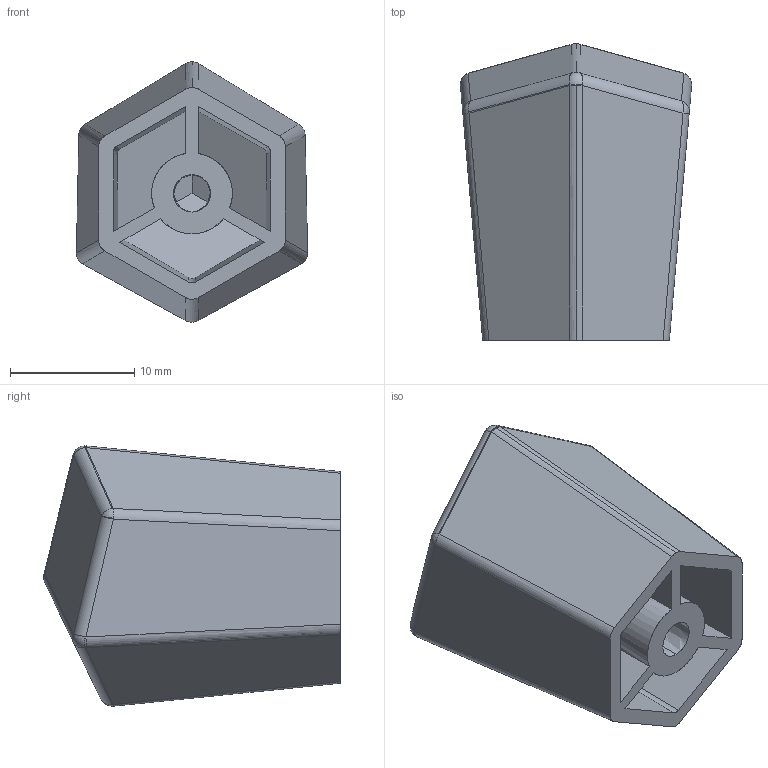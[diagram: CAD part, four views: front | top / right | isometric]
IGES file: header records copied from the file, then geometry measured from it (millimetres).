
Start section: SolidWorks IGES file using analytic representation for surfaces
Global section: file name: Hexa PT.IGS; native system: SolidWorks 2019; preprocessor: SolidWorks 2019; author: vmocellin; date: 210211.170836; units: millimetre
Bounding box: 18.62 x 23.89 x 20.96 mm (x, y, z)
Surface area: 3317 mm2 (no closed solid volume)
Topology: 0 solids, 0 shells, 67 faces, 530 edges, 524 vertices
Faces by surface type: revolution 39, bspline 28
